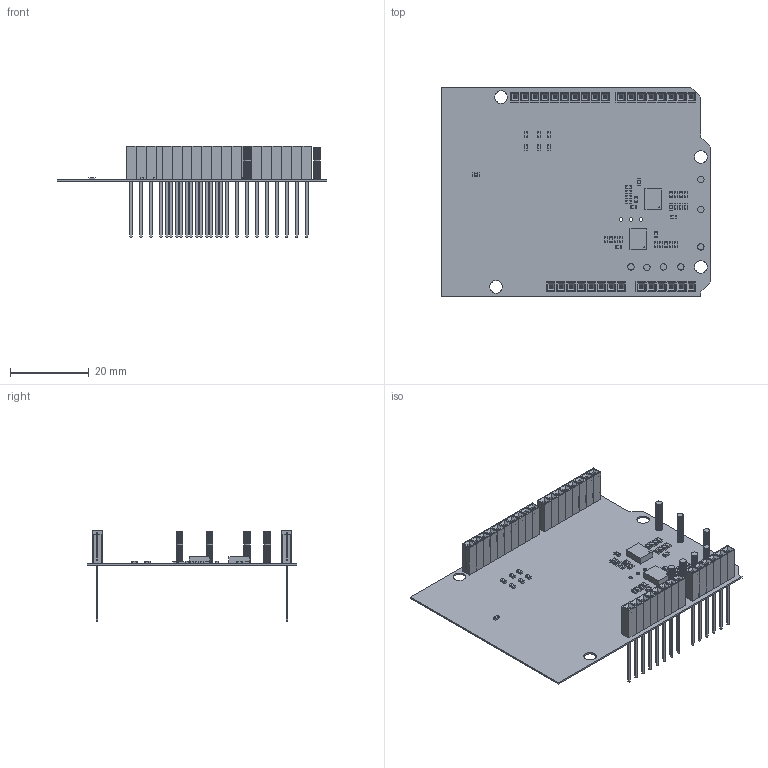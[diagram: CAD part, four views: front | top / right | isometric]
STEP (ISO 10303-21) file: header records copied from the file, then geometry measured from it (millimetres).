
FILE_DESCRIPTION(('Open CASCADE Model'),'2;1');
FILE_NAME('Open CASCADE Shape Model','2014-09-17T17:15:10',('Author'),( 'Open CASCADE'),'Open CASCADE STEP processor 6.5','Open CASCADE 6.5' ,'Unknown');
FILE_SCHEMA(('AUTOMOTIVE_DESIGN { 1 0 10303 214 1 1 1 1 }'));
Length unit declared in the file: millimetre
Products named in the file (85): PCB; Board; R23; 620480528; Extruded; 620480656; 620480912; R22; R21; C11; User_Library-Chip_Cap_MLCC_0603_(1608); TP9; 620481296; TP8; TP7; Open CASCADE STEP translator 6.5 1.9; SIL_Socket08_; SIL_Socket_Body; SIL_SocketPin; Open CASCADE STEP translator 6.5 1.10; IOH; SIL_Socket10; AD; SIL_Socket06; C1; C2; C3; C4; C5; C6; C7; C8; C9; C10; R1; 620483600; 620475920; R2; R3; R4 ...
Assembly tree (204 placements, depth 4):
  PCB
    Board
    R23
      620480528
        Extruded
      620480656
        Extruded
      620480912
        Extruded
    R22
      620480528
        Extruded
      620480656
        Extruded
      620480912
        Extruded
    R21
      620480528
        Extruded
      620480656
        Extruded
      620480912
        Extruded
    C11
      User_Library-Chip_Cap_MLCC_0603_(1608)
    TP9
      620481296
        Extruded
    TP8
      620481296
        Extruded
    TP7
      620481296
        Extruded
    Open CASCADE STEP translator 6.5 1.9
      SIL_Socket08_
        SIL_Socket_Body  x8
        SIL_SocketPin  x8
    Open CASCADE STEP translator 6.5 1.10
      SIL_Socket08_
        SIL_Socket_Body  x8
        SIL_SocketPin  x8
    IOH
      SIL_Socket10
        SIL_Socket_Body  x10
        SIL_SocketPin  x10
    AD
      SIL_Socket06
        SIL_Socket_Body  x6
        SIL_SocketPin  x6
    C1
      User_Library-Chip_Cap_MLCC_0603_(1608)
    C2
      User_Library-Chip_Cap_MLCC_0603_(1608)
    C3
      User_Library-Chip_Cap_MLCC_0603_(1608)
    C4
      User_Library-Chip_Cap_MLCC_0603_(1608)
    C5
      User_Library-Chip_Cap_MLCC_0603_(1608)
Bounding box: 68.58 x 53.34 x 23.35 mm (x, y, z)
Volume: 2667.3 mm3; surface area: 15041 mm2
Topology: 156 solids, 156 shells, 2481 faces, 6041 edges, 3838 vertices
Faces by surface type: plane 1903, cylinder 490, bspline 88
Full cylindrical faces by diameter (mm): 0.762 x32, 0.9 x3, 1.6 x7, 3.2 x4
Entity records: 24787 total; most frequent: CARTESIAN_POINT 4771, DIRECTION 3409, LINE 1891, VECTOR 1891, ORIENTED_EDGE 1602, PCURVE 1602, DEFINITIONAL_REPRESENTATION 1602, EDGE_CURVE 801
